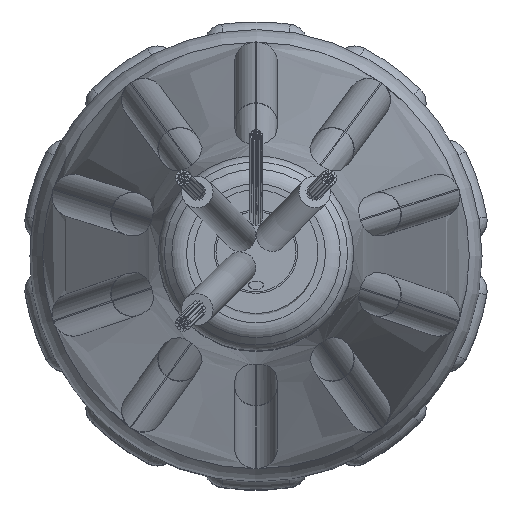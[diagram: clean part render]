
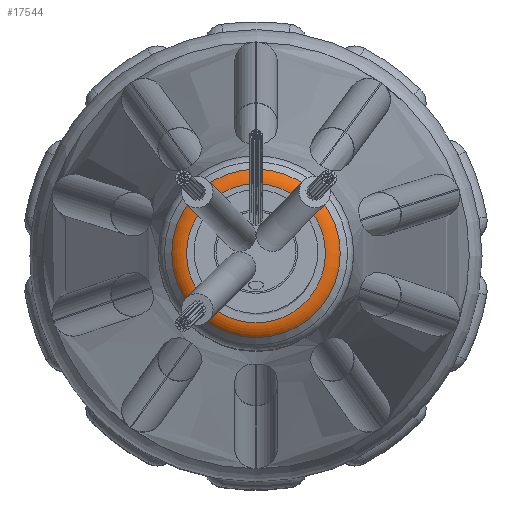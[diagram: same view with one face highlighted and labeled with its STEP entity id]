
A CAD part, top view. The second image highlights one B-rep face of the part: STEP entity #17544.
In plain terms, the highlighted toroidal (fillet/blend) face has major radius 2.711 mm and minor radius 0.813 mm.
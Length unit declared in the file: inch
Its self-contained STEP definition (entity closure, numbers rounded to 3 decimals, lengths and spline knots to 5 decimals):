
#3053=FACE_OUTER_BOUND('',#4211,.T.);
#4211=EDGE_LOOP('',(#12618,#12619,#12620,#12621,#12622,#12623));
#5294=CIRCLE('',#19177,0.12937);
#5295=CIRCLE('',#19178,0.12937);
#5298=CIRCLE('',#19183,0.032);
#5299=CIRCLE('',#19184,0.10675);
#5300=CIRCLE('',#19185,0.10675);
#7301=VERTEX_POINT('',#36376);
#7302=VERTEX_POINT('',#36377);
#7305=VERTEX_POINT('',#36388);
#7306=VERTEX_POINT('',#36390);
#9258=EDGE_CURVE('',#7301,#7302,#5294,.T.);
#9260=EDGE_CURVE('',#7302,#7301,#5295,.T.);
#9264=EDGE_CURVE('',#7302,#7305,#5298,.T.);
#9265=EDGE_CURVE('',#7305,#7306,#5299,.T.);
#9266=EDGE_CURVE('',#7306,#7305,#5300,.T.);
#12618=ORIENTED_EDGE('',*,*,#9258,.T.);
#12619=ORIENTED_EDGE('',*,*,#9264,.T.);
#12620=ORIENTED_EDGE('',*,*,#9265,.T.);
#12621=ORIENTED_EDGE('',*,*,#9266,.T.);
#12622=ORIENTED_EDGE('',*,*,#9264,.F.);
#12623=ORIENTED_EDGE('',*,*,#9260,.T.);
#16165=TOROIDAL_SURFACE('',#19182,0.10675,0.032);
#17544=ADVANCED_FACE('',(#3053),#16165,.T.);
#19177=AXIS2_PLACEMENT_3D('',#36378,#22985,#22986);
#19178=AXIS2_PLACEMENT_3D('',#36380,#22988,#22989);
#19182=AXIS2_PLACEMENT_3D('',#36387,#22997,#22998);
#19183=AXIS2_PLACEMENT_3D('',#36389,#22999,#23000);
#19184=AXIS2_PLACEMENT_3D('',#36391,#23001,#23002);
#19185=AXIS2_PLACEMENT_3D('',#36392,#23003,#23004);
#22985=DIRECTION('center_axis',(0.,0.,-1.));
#22986=DIRECTION('ref_axis',(0.,-1.,0.));
#22988=DIRECTION('center_axis',(0.,0.,-1.));
#22989=DIRECTION('ref_axis',(0.,-1.,0.));
#22997=DIRECTION('center_axis',(0.,0.,1.));
#22998=DIRECTION('ref_axis',(1.,0.,0.));
#22999=DIRECTION('center_axis',(0.,-1.,0.));
#23000=DIRECTION('ref_axis',(-1.,0.,0.));
#23001=DIRECTION('center_axis',(0.,0.,1.));
#23002=DIRECTION('ref_axis',(0.,-1.,0.));
#23003=DIRECTION('center_axis',(0.,0.,1.));
#23004=DIRECTION('ref_axis',(0.,-1.,0.));
#36376=CARTESIAN_POINT('',(0.,0.12937,-2.89063));
#36377=CARTESIAN_POINT('',(-0.12937,0.,-2.89063));
#36378=CARTESIAN_POINT('Origin',(0.,0.,-2.89063));
#36380=CARTESIAN_POINT('Origin',(0.,0.,-2.89063));
#36387=CARTESIAN_POINT('Origin',(0.,0.,-2.868));
#36388=CARTESIAN_POINT('',(-0.10675,0.,-2.9));
#36389=CARTESIAN_POINT('Origin',(-0.10675,0.,
-2.868));
#36390=CARTESIAN_POINT('',(0.,0.10675,-2.9));
#36391=CARTESIAN_POINT('Origin',(0.,0.,-2.9));
#36392=CARTESIAN_POINT('Origin',(0.,0.,-2.9));
